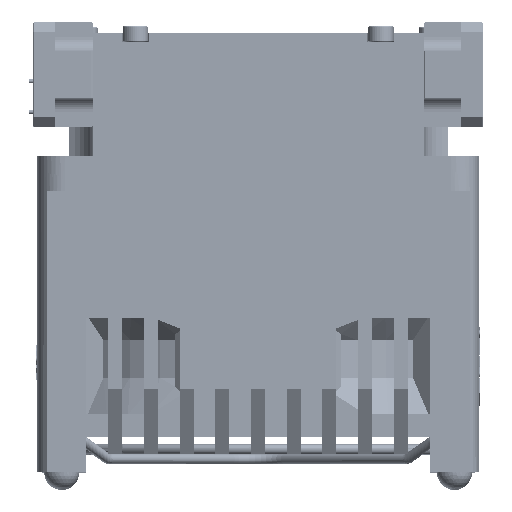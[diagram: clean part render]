
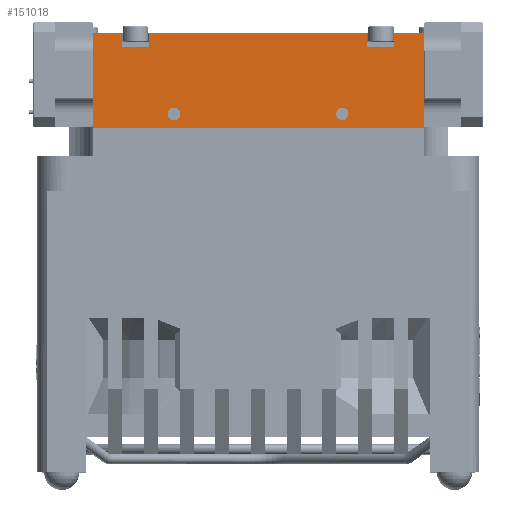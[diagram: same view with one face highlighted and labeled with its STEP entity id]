
A CAD part, top view. The second image highlights one B-rep face of the part: STEP entity #151018.
In plain terms, the highlighted planar face has unit normal (0, 0, 1).
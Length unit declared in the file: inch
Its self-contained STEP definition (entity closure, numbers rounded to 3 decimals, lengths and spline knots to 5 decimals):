
#758 = LINE ( 'NONE', #124248, #145212 ) ;
#2407 = EDGE_LOOP ( 'NONE', ( #5233, #132219, #54747, #200654, #75494, #29934, #33168, #190191, #5651, #73836, #201309, #113737 ) ) ;
#3827 = CARTESIAN_POINT ( 'NONE',  ( 0.9715, 0.04018, 1.55 ) ) ;
#5233 = ORIENTED_EDGE ( 'NONE', *, *, #188814, .F. ) ;
#5418 = CARTESIAN_POINT ( 'NONE',  ( -0.9715, 0.3375, 1.55 ) ) ;
#5651 = ORIENTED_EDGE ( 'NONE', *, *, #194020, .F. ) ;
#11718 = DIRECTION ( 'NONE',  ( 0., 0., 1. ) ) ;
#12610 = VECTOR ( 'NONE', #14952, 39.37008 ) ;
#12759 = VERTEX_POINT ( 'NONE', #69445 ) ;
#14952 = DIRECTION ( 'NONE',  ( 0., 1., 0. ) ) ;
#16624 = CIRCLE ( 'NONE', #75811, 0.0445 ) ;
#17463 = DIRECTION ( 'NONE',  ( 0., -1., 0. ) ) ;
#19051 = CARTESIAN_POINT ( 'NONE',  ( 0.7785, 0.3375, 1.55 ) ) ;
#19795 = EDGE_CURVE ( 'NONE', #128504, #89637, #84492, .T. ) ;
#22986 = CARTESIAN_POINT ( 'NONE',  ( -1.18, 0.3375, 1.55 ) ) ;
#23587 = CIRCLE ( 'NONE', #158327, 0.0445 ) ;
#23999 = DIRECTION ( 'NONE',  ( 1., 0., 0. ) ) ;
#27663 = DIRECTION ( 'NONE',  ( 0., 0., 1. ) ) ;
#27861 = LINE ( 'NONE', #198750, #131957 ) ;
#29934 = ORIENTED_EDGE ( 'NONE', *, *, #161740, .F. ) ;
#31999 = EDGE_CURVE ( 'NONE', #143555, #188090, #102372, .T. ) ;
#33168 = ORIENTED_EDGE ( 'NONE', *, *, #142911, .F. ) ;
#34696 = CARTESIAN_POINT ( 'NONE',  ( -0.6445, -0.2375, 1.55 ) ) ;
#40923 = LINE ( 'NONE', #137627, #147362 ) ;
#40958 = EDGE_CURVE ( 'NONE', #108342, #116906, #16624, .T. ) ;
#43932 = VERTEX_POINT ( 'NONE', #19051 ) ;
#44110 = CARTESIAN_POINT ( 'NONE',  ( 0.6, -0.2375, 1.55 ) ) ;
#46041 = DIRECTION ( 'NONE',  ( 1., 0., 0. ) ) ;
#46463 = CARTESIAN_POINT ( 'NONE',  ( 0.7785, 0.2355, 1.55 ) ) ;
#48392 = FACE_OUTER_BOUND ( 'NONE', #2407, .T. ) ;
#49857 = CARTESIAN_POINT ( 'NONE',  ( -0.6, -0.2375, 1.55 ) ) ;
#50896 = LINE ( 'NONE', #52926, #173444 ) ;
#51644 = CARTESIAN_POINT ( 'NONE',  ( -0.9715, 0.2355, 1.55 ) ) ;
#52926 = CARTESIAN_POINT ( 'NONE',  ( -1.18, 0.3375, 1.55 ) ) ;
#53683 = DIRECTION ( 'NONE',  ( 1., 0., 0. ) ) ;
#53752 = ORIENTED_EDGE ( 'NONE', *, *, #60842, .F. ) ;
#54747 = ORIENTED_EDGE ( 'NONE', *, *, #65965, .F. ) ;
#55080 = DIRECTION ( 'NONE',  ( 1., 0., 0. ) ) ;
#56430 = CARTESIAN_POINT ( 'NONE',  ( 0.6445, -0.2375, 1.55 ) ) ;
#56484 = VERTEX_POINT ( 'NONE', #46463 ) ;
#60842 = EDGE_CURVE ( 'NONE', #116906, #108342, #69816, .T. ) ;
#60901 = DIRECTION ( 'NONE',  ( 0., 1., 0. ) ) ;
#64845 = CARTESIAN_POINT ( 'NONE',  ( -1.18, 0.3375, 1.55 ) ) ;
#65965 = EDGE_CURVE ( 'NONE', #56484, #86221, #40923, .T. ) ;
#68177 = DIRECTION ( 'NONE',  ( 0., 0., 1. ) ) ;
#69320 = VERTEX_POINT ( 'NONE', #146403 ) ;
#69445 = CARTESIAN_POINT ( 'NONE',  ( -1.18, 0.3375, 1.55 ) ) ;
#69816 = CIRCLE ( 'NONE', #184864, 0.0445 ) ;
#71337 = EDGE_LOOP ( 'NONE', ( #183483, #127089 ) ) ;
#72409 = VECTOR ( 'NONE', #179918, 39.37008 ) ;
#73311 = VERTEX_POINT ( 'NONE', #97516 ) ;
#73836 = ORIENTED_EDGE ( 'NONE', *, *, #118179, .T. ) ;
#75494 = ORIENTED_EDGE ( 'NONE', *, *, #126971, .F. ) ;
#75811 = AXIS2_PLACEMENT_3D ( 'NONE', #78609, #11718, #186708 ) ;
#76210 = FACE_BOUND ( 'NONE', #71337, .T. ) ;
#78609 = CARTESIAN_POINT ( 'NONE',  ( 0.6, -0.2375, 1.55 ) ) ;
#78786 = LINE ( 'NONE', #155942, #12610 ) ;
#79284 = PLANE ( 'NONE',  #88677 ) ;
#80766 = VERTEX_POINT ( 'NONE', #188638 ) ;
#83869 = CARTESIAN_POINT ( 'NONE',  ( 0.9715, 0.2355, 1.55 ) ) ;
#84492 = CIRCLE ( 'NONE', #183147, 0.0445 ) ;
#84787 = DIRECTION ( 'NONE',  ( 1., 0., 0. ) ) ;
#86221 = VERTEX_POINT ( 'NONE', #83869 ) ;
#88677 = AXIS2_PLACEMENT_3D ( 'NONE', #64845, #142034, #17463 ) ;
#89189 = LINE ( 'NONE', #137630, #72409 ) ;
#89637 = VERTEX_POINT ( 'NONE', #34696 ) ;
#90353 = DIRECTION ( 'NONE',  ( 1., 0., 0. ) ) ;
#93891 = VECTOR ( 'NONE', #60901, 39.37008 ) ;
#97405 = DIRECTION ( 'NONE',  ( 0., 1., 0. ) ) ;
#97516 = CARTESIAN_POINT ( 'NONE',  ( 0.9715, 0.3375, 1.55 ) ) ;
#98183 = DIRECTION ( 'NONE',  ( 0., 0., 1. ) ) ;
#99124 = VECTOR ( 'NONE', #176493, 39.37008 ) ;
#101713 = EDGE_CURVE ( 'NONE', #56484, #43932, #27861, .T. ) ;
#102372 = LINE ( 'NONE', #182676, #179311 ) ;
#103109 = VERTEX_POINT ( 'NONE', #137186 ) ;
#104363 = VERTEX_POINT ( 'NONE', #5418 ) ;
#105092 = FACE_BOUND ( 'NONE', #170562, .T. ) ;
#107255 = LINE ( 'NONE', #123712, #93891 ) ;
#108342 = VERTEX_POINT ( 'NONE', #171384 ) ;
#111620 = DIRECTION ( 'NONE',  ( 0., -1., 0. ) ) ;
#112222 = EDGE_CURVE ( 'NONE', #89637, #128504, #23587, .T. ) ;
#113737 = ORIENTED_EDGE ( 'NONE', *, *, #178710, .F. ) ;
#116906 = VERTEX_POINT ( 'NONE', #56430 ) ;
#118179 = EDGE_CURVE ( 'NONE', #12759, #143555, #50896, .T. ) ;
#118722 = VECTOR ( 'NONE', #111620, 39.37008 ) ;
#121130 = DIRECTION ( 'NONE',  ( 1., 0., 0. ) ) ;
#123712 = CARTESIAN_POINT ( 'NONE',  ( -0.9715, 0.04018, 1.55 ) ) ;
#124248 = CARTESIAN_POINT ( 'NONE',  ( -0.9715, 0.2355, 1.55 ) ) ;
#126971 = EDGE_CURVE ( 'NONE', #103109, #43932, #161055, .T. ) ;
#127089 = ORIENTED_EDGE ( 'NONE', *, *, #112222, .F. ) ;
#128504 = VERTEX_POINT ( 'NONE', #143809 ) ;
#129063 = LINE ( 'NONE', #145521, #118722 ) ;
#131957 = VECTOR ( 'NONE', #200783, 39.37008 ) ;
#132219 = ORIENTED_EDGE ( 'NONE', *, *, #140736, .F. ) ;
#133584 = EDGE_CURVE ( 'NONE', #180661, #104363, #107255, .T. ) ;
#137186 = CARTESIAN_POINT ( 'NONE',  ( -0.7785, 0.3375, 1.55 ) ) ;
#137627 = CARTESIAN_POINT ( 'NONE',  ( 0.7785, 0.2355, 1.55 ) ) ;
#137630 = CARTESIAN_POINT ( 'NONE',  ( -1.18, 0.3375, 1.55 ) ) ;
#140736 = EDGE_CURVE ( 'NONE', #86221, #73311, #188381, .T. ) ;
#142034 = DIRECTION ( 'NONE',  ( 0., 0., -1. ) ) ;
#142911 = EDGE_CURVE ( 'NONE', #180661, #80766, #758, .T. ) ;
#143555 = VERTEX_POINT ( 'NONE', #200505 ) ;
#143809 = CARTESIAN_POINT ( 'NONE',  ( -0.5555, -0.2375, 1.55 ) ) ;
#145212 = VECTOR ( 'NONE', #46041, 39.37008 ) ;
#145521 = CARTESIAN_POINT ( 'NONE',  ( 1.18, 0.3375, 1.55 ) ) ;
#146403 = CARTESIAN_POINT ( 'NONE',  ( 1.18, 0.3375, 1.55 ) ) ;
#147362 = VECTOR ( 'NONE', #121130, 39.37008 ) ;
#151018 = ADVANCED_FACE ( 'NONE', ( #105092, #76210, #48392 ), #79284, .F. ) ;
#155942 = CARTESIAN_POINT ( 'NONE',  ( -0.7785, 0.04018, 1.55 ) ) ;
#158327 = AXIS2_PLACEMENT_3D ( 'NONE', #194698, #68177, #53683 ) ;
#159338 = ORIENTED_EDGE ( 'NONE', *, *, #40958, .F. ) ;
#161055 = LINE ( 'NONE', #174460, #99124 ) ;
#161740 = EDGE_CURVE ( 'NONE', #80766, #103109, #78786, .T. ) ;
#163988 = LINE ( 'NONE', #22986, #166228 ) ;
#164287 = VECTOR ( 'NONE', #97405, 39.37008 ) ;
#166228 = VECTOR ( 'NONE', #23999, 39.37008 ) ;
#170562 = EDGE_LOOP ( 'NONE', ( #53752, #159338 ) ) ;
#171384 = CARTESIAN_POINT ( 'NONE',  ( 0.5555, -0.2375, 1.55 ) ) ;
#173444 = VECTOR ( 'NONE', #191938, 39.37008 ) ;
#174460 = CARTESIAN_POINT ( 'NONE',  ( -1.18, 0.3375, 1.55 ) ) ;
#174795 = CARTESIAN_POINT ( 'NONE',  ( 1.18, -0.3375, 1.55 ) ) ;
#176493 = DIRECTION ( 'NONE',  ( 1., 0., 0. ) ) ;
#178710 = EDGE_CURVE ( 'NONE', #69320, #188090, #129063, .T. ) ;
#179311 = VECTOR ( 'NONE', #55080, 39.37008 ) ;
#179918 = DIRECTION ( 'NONE',  ( 1., 0., 0. ) ) ;
#180661 = VERTEX_POINT ( 'NONE', #51644 ) ;
#182676 = CARTESIAN_POINT ( 'NONE',  ( -1.18, -0.3375, 1.55 ) ) ;
#183147 = AXIS2_PLACEMENT_3D ( 'NONE', #49857, #98183, #84787 ) ;
#183483 = ORIENTED_EDGE ( 'NONE', *, *, #19795, .F. ) ;
#184864 = AXIS2_PLACEMENT_3D ( 'NONE', #44110, #27663, #90353 ) ;
#186708 = DIRECTION ( 'NONE',  ( 1., 0., 0. ) ) ;
#188090 = VERTEX_POINT ( 'NONE', #174795 ) ;
#188381 = LINE ( 'NONE', #3827, #164287 ) ;
#188638 = CARTESIAN_POINT ( 'NONE',  ( -0.7785, 0.2355, 1.55 ) ) ;
#188814 = EDGE_CURVE ( 'NONE', #73311, #69320, #89189, .T. ) ;
#190191 = ORIENTED_EDGE ( 'NONE', *, *, #133584, .T. ) ;
#191938 = DIRECTION ( 'NONE',  ( 0., -1., 0. ) ) ;
#194020 = EDGE_CURVE ( 'NONE', #12759, #104363, #163988, .T. ) ;
#194698 = CARTESIAN_POINT ( 'NONE',  ( -0.6, -0.2375, 1.55 ) ) ;
#198750 = CARTESIAN_POINT ( 'NONE',  ( 0.7785, 0.04018, 1.55 ) ) ;
#200505 = CARTESIAN_POINT ( 'NONE',  ( -1.18, -0.3375, 1.55 ) ) ;
#200654 = ORIENTED_EDGE ( 'NONE', *, *, #101713, .T. ) ;
#200783 = DIRECTION ( 'NONE',  ( 0., 1., 0. ) ) ;
#201309 = ORIENTED_EDGE ( 'NONE', *, *, #31999, .T. ) ;
